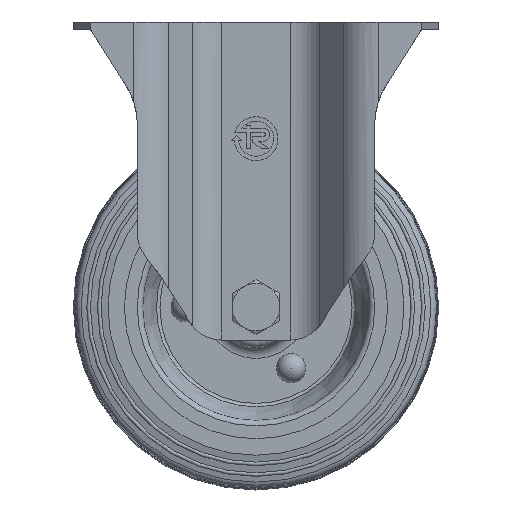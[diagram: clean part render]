
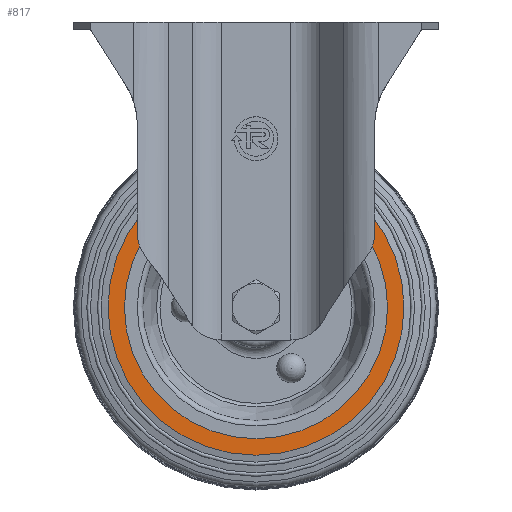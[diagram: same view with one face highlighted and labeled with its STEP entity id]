
A CAD part, top view. The second image highlights one B-rep face of the part: STEP entity #817.
In plain terms, the highlighted face is planar.
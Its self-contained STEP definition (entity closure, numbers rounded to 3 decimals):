
#817 = ADVANCED_FACE( '', ( #1770, #1771 ), #1772, .T. );
#1770 = FACE_OUTER_BOUND( '', #2888, .T. );
#1771 = FACE_BOUND( '', #2889, .T. );
#1772 = PLANE( '', #2890 );
#2888 = EDGE_LOOP( '', ( #4926 ) );
#2889 = EDGE_LOOP( '', ( #4927 ) );
#2890 = AXIS2_PLACEMENT_3D( '', #4928, #4929, #4930 );
#4926 = ORIENTED_EDGE( '', *, *, #6986, .T. );
#4927 = ORIENTED_EDGE( '', *, *, #6337, .F. );
#4928 = CARTESIAN_POINT( '', ( 35.3, 36., 0. ) );
#4929 = DIRECTION( '', ( 1., 0., 0. ) );
#4930 = DIRECTION( '', ( 0., 0., -1. ) );
#6337 = EDGE_CURVE( '', #7516, #7516, #7517, .T. );
#6986 = EDGE_CURVE( '', #8516, #8516, #8517, .T. );
#7516 = VERTEX_POINT( '', #9187 );
#7517 = CIRCLE( '', #9188, 36. );
#8516 = VERTEX_POINT( '', #10692 );
#8517 = CIRCLE( '', #10693, 40.5 );
#9187 = CARTESIAN_POINT( '', ( 35.3, 0., -36. ) );
#9188 = AXIS2_PLACEMENT_3D( '', #11415, #11416, #11417 );
#10692 = CARTESIAN_POINT( '', ( 35.3, 0., -40.5 ) );
#10693 = AXIS2_PLACEMENT_3D( '', #12204, #12205, #12206 );
#11415 = CARTESIAN_POINT( '', ( 35.3, 0., 0. ) );
#11416 = DIRECTION( '', ( 1., 0., 0. ) );
#11417 = DIRECTION( '', ( 0., 0., -1. ) );
#12204 = CARTESIAN_POINT( '', ( 35.3, 0., 0. ) );
#12205 = DIRECTION( '', ( 1., 0., 0. ) );
#12206 = DIRECTION( '', ( 0., 0., -1. ) );
